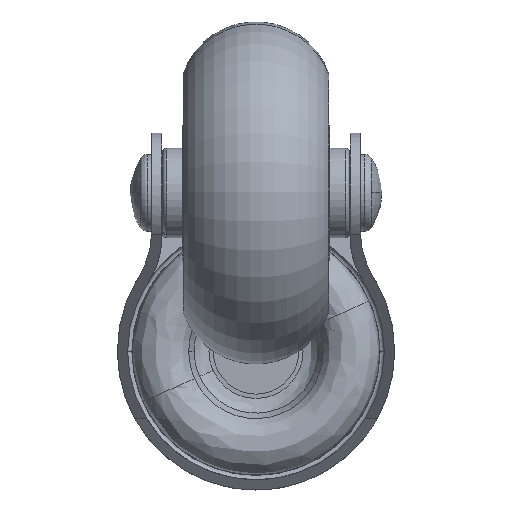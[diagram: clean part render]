
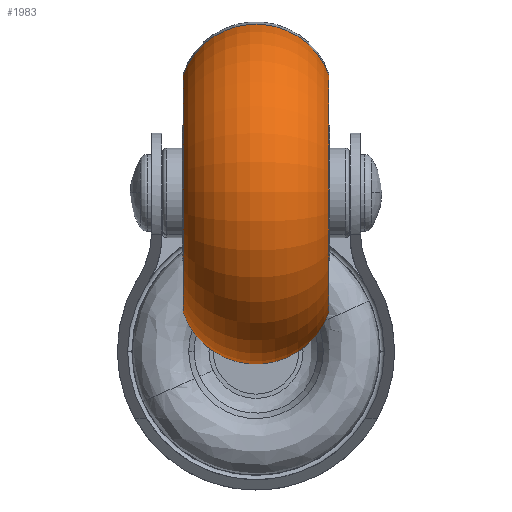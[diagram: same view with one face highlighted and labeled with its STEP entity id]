
A CAD part, front view. The second image highlights one B-rep face of the part: STEP entity #1983.
In plain terms, the highlighted toroidal (fillet/blend) face has major radius 11 mm and minor radius 9 mm.
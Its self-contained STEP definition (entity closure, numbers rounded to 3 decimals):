
#644 = CARTESIAN_POINT ( 'NONE',  ( 8.5, 0., 0. ) ) ;
#651 = ORIENTED_EDGE ( 'NONE', *, *, #11907, .F. ) ;
#694 = VERTEX_POINT ( 'NONE', #6802 ) ;
#1196 = DIRECTION ( 'NONE',  ( 0., 0., 1. ) ) ;
#1404 = CARTESIAN_POINT ( 'NONE',  ( 0., 0., -11. ) ) ;
#1565 = VERTEX_POINT ( 'NONE', #7827 ) ;
#1700 = CIRCLE ( 'NONE', #4352, 13.958 ) ;
#1983 = ADVANCED_FACE ( 'NONE', ( #19224 ), #15275, .T. ) ;
#2110 = VERTEX_POINT ( 'NONE', #17988 ) ;
#2144 = AXIS2_PLACEMENT_3D ( 'NONE', #1404, #11906, #2922 ) ;
#2204 = AXIS2_PLACEMENT_3D ( 'NONE', #13772, #4889, #15267 ) ;
#2205 = DIRECTION ( 'NONE',  ( 0., 0., 1. ) ) ;
#2922 = DIRECTION ( 'NONE',  ( 0., 0., 1. ) ) ;
#3183 = AXIS2_PLACEMENT_3D ( 'NONE', #12389, #3422, #13861 ) ;
#3422 = DIRECTION ( 'NONE',  ( -1., 0., 0. ) ) ;
#3844 = EDGE_CURVE ( 'NONE', #694, #5999, #1700, .T. ) ;
#3960 = ORIENTED_EDGE ( 'NONE', *, *, #5288, .T. ) ;
#4352 = AXIS2_PLACEMENT_3D ( 'NONE', #644, #11168, #2205 ) ;
#4889 = DIRECTION ( 'NONE',  ( 0., -1., 0. ) ) ;
#5288 = EDGE_CURVE ( 'NONE', #5999, #2110, #11279, .T. ) ;
#5676 = CIRCLE ( 'NONE', #3183, 13.958 ) ;
#5783 = CARTESIAN_POINT ( 'NONE',  ( 8.5, 0., 13.958 ) ) ;
#5999 = VERTEX_POINT ( 'NONE', #5783 ) ;
#6078 = ORIENTED_EDGE ( 'NONE', *, *, #15065, .F. ) ;
#6802 = CARTESIAN_POINT ( 'NONE',  ( 8.5, 0., -13.958 ) ) ;
#7209 = DIRECTION ( 'NONE',  ( -1., 0., 0. ) ) ;
#7827 = CARTESIAN_POINT ( 'NONE',  ( -8.5, 0., -13.958 ) ) ;
#9006 = CIRCLE ( 'NONE', #2144, 9. ) ;
#9223 = AXIS2_PLACEMENT_3D ( 'NONE', #19065, #7209, #1196 ) ;
#10349 = ORIENTED_EDGE ( 'NONE', *, *, #3844, .T. ) ;
#11168 = DIRECTION ( 'NONE',  ( -1., 0., 0. ) ) ;
#11279 = CIRCLE ( 'NONE', #2204, 9. ) ;
#11906 = DIRECTION ( 'NONE',  ( 0., 1., 0. ) ) ;
#11907 = EDGE_CURVE ( 'NONE', #694, #1565, #9006, .T. ) ;
#12389 = CARTESIAN_POINT ( 'NONE',  ( -8.5, 0., 0. ) ) ;
#13772 = CARTESIAN_POINT ( 'NONE',  ( 0., 0., 11. ) ) ;
#13861 = DIRECTION ( 'NONE',  ( 0., 0., 1. ) ) ;
#15065 = EDGE_CURVE ( 'NONE', #1565, #2110, #5676, .T. ) ;
#15267 = DIRECTION ( 'NONE',  ( 0., 0., -1. ) ) ;
#15275 = TOROIDAL_SURFACE ( 'NONE', #9223, 11., 9. ) ;
#17988 = CARTESIAN_POINT ( 'NONE',  ( -8.5, 0., 13.958 ) ) ;
#18885 = EDGE_LOOP ( 'NONE', ( #651, #10349, #3960, #6078 ) ) ;
#19065 = CARTESIAN_POINT ( 'NONE',  ( 0., 0., 0. ) ) ;
#19224 = FACE_OUTER_BOUND ( 'NONE', #18885, .T. ) ;
